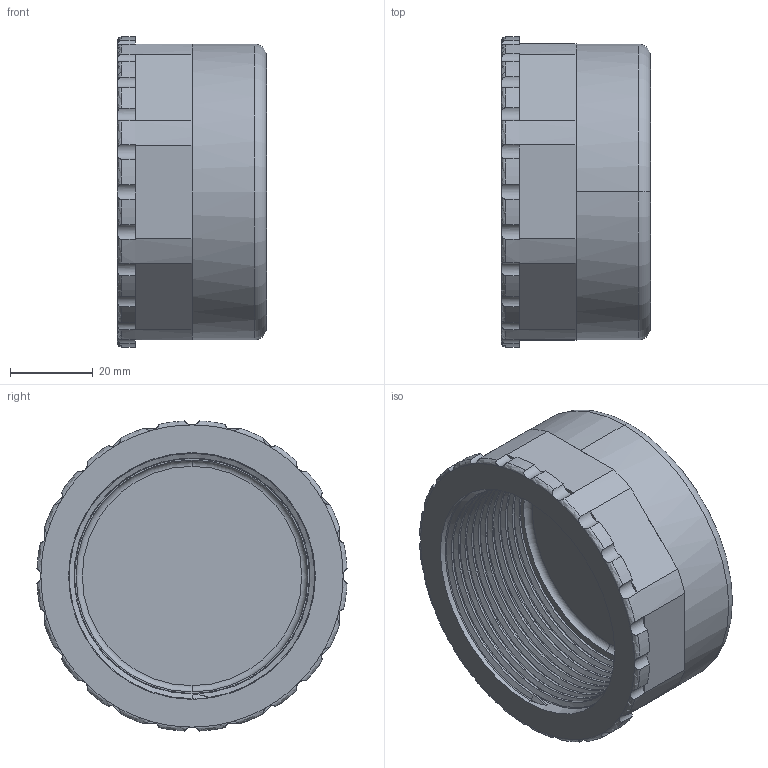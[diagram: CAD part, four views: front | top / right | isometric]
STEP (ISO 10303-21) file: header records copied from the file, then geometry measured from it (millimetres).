
FILE_DESCRIPTION (( 'STEP AP203' ), '1' );
FILE_NAME ('00180_1515.STEP', '2017-05-12T14:32:07', ( '' ), ( '' ), 'SwSTEP 2.0', 'SolidWorks 2011', '' );
FILE_SCHEMA (( 'CONFIG_CONTROL_DESIGN' ));
Length unit declared in the file: millimetre
Products named in the file (1): 00180_1515
Bounding box: 36 x 74.91 x 74.91 mm (x, y, z)
Volume: 73612.2 mm3; surface area: 24765.3 mm2
Topology: 1 solids, 1 shells, 162 faces, 415 edges, 257 vertices
Faces by surface type: cylinder 80, plane 44, torus 31, bspline 5, cone 2
Entity records: 10556 total; most frequent: CARTESIAN_POINT 6714, ORIENTED_EDGE 830, DIRECTION 784, EDGE_CURVE 415, AXIS2_PLACEMENT_3D 323, VERTEX_POINT 257, CIRCLE 165, EDGE_LOOP 164
